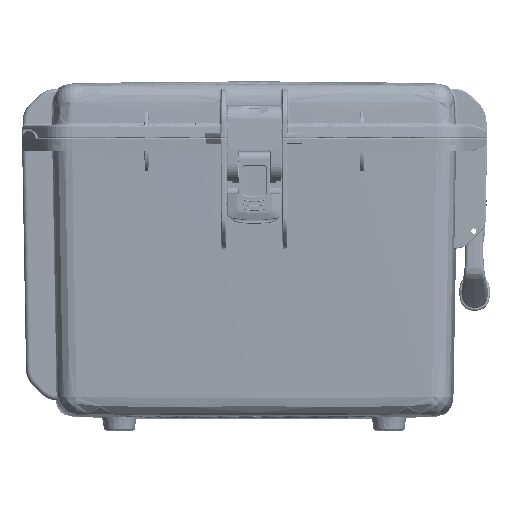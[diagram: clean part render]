
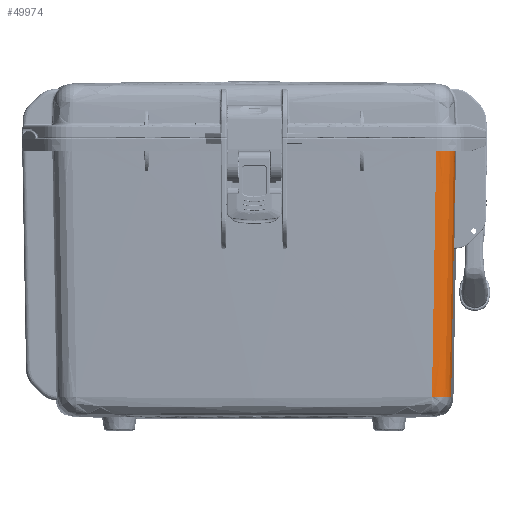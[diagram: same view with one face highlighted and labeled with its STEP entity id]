
A CAD part, left-side view. The second image highlights one B-rep face of the part: STEP entity #49974.
In plain terms, the highlighted free-form (B-spline) face has degree [2, 3] with [3, 4] control points.
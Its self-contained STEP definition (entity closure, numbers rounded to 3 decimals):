
#919 = ORIENTED_EDGE ( 'NONE', *, *, #293576, .T. ) ;
#4538 = CARTESIAN_POINT ( 'NONE',  ( -246.679, -172.81, -3. ) ) ;
#7808 = CARTESIAN_POINT ( 'NONE',  ( -240.916, -180.571, -3. ) ) ;
#11128 = CARTESIAN_POINT ( 'NONE',  ( -237.583, -182.567, -3. ) ) ;
#13444 = CIRCLE ( 'NONE', #224932, 18. ) ;
#19835 = CARTESIAN_POINT ( 'NONE',  ( -227.588, -181.62, -158.458 ) ) ;
#20901 = VERTEX_POINT ( 'NONE', #146607 ) ;
#24492 = CARTESIAN_POINT ( 'NONE',  ( -245.97, -174.482, -3. ) ) ;
#27743 = CARTESIAN_POINT ( 'NONE',  ( -247.895, -166.733, -3. ) ) ;
#29552 = CARTESIAN_POINT ( 'NONE',  ( -246.157, -182.638, -80.264 ) ) ;
#32657 = CARTESIAN_POINT ( 'NONE',  ( -245.408, -175.501, -3. ) ) ;
#35928 = CARTESIAN_POINT ( 'NONE',  ( -238.994, -181.833, -3. ) ) ;
#41982 = CARTESIAN_POINT ( 'NONE',  ( -230.241, -184.284, -3. ) ) ;
#48071 = CARTESIAN_POINT ( 'NONE',  ( -228.911, -182.948, -80.984 ) ) ;
#49322 = CARTESIAN_POINT ( 'NONE',  ( -246.442, -173.388, -3. ) ) ;
#49974 = ADVANCED_FACE ( 'NONE', ( #95938 ), #113981, .T. ) ;
#55726 = B_SPLINE_CURVE_WITH_KNOTS ( 'NONE', 3,
 ( #283396, #107837, #208904, #83024 ),
 .UNSPECIFIED., .F., .F.,
 ( 4, 4 ),
 ( 0., 0.994 ),
 .UNSPECIFIED. ) ;
#59093 = CARTESIAN_POINT ( 'NONE',  ( -231.466, -184.261, -3. ) ) ;
#59281 = CARTESIAN_POINT ( 'NONE',  ( -246.584, -165.411, -79.965 ) ) ;
#62381 = CARTESIAN_POINT ( 'NONE',  ( -244.112, -177.396, -3. ) ) ;
#80335 = ORIENTED_EDGE ( 'NONE', *, *, #86500, .T. ) ;
#80853 = CARTESIAN_POINT ( 'NONE',  ( -243.908, -162.713, -236.951 ) ) ;
#83024 = CARTESIAN_POINT ( 'NONE',  ( -247.895, -166.733, -3. ) ) ;
#85597 = CARTESIAN_POINT ( 'NONE',  ( -237.154, -182.762, -3. ) ) ;
#86500 = EDGE_CURVE ( 'NONE', #20901, #270490, #55726, .T. ) ;
#88861 = CARTESIAN_POINT ( 'NONE',  ( -237.038, -182.813, -3. ) ) ;
#95938 = FACE_OUTER_BOUND ( 'NONE', #302647, .T. ) ;
#100790 = CARTESIAN_POINT ( 'NONE',  ( -225.916, -162.28, -236.637 ) ) ;
#102228 = CARTESIAN_POINT ( 'NONE',  ( -247.708, -169.159, -3. ) ) ;
#102422 = CARTESIAN_POINT ( 'NONE',  ( -247.492, -183.982, -1.76 ) ) ;
#105484 = CARTESIAN_POINT ( 'NONE',  ( -246.518, -173.208, -3. ) ) ;
#107116 = CARTESIAN_POINT ( 'NONE',  ( -247.171, -171.393, -3. ) ) ;
#107308 = CARTESIAN_POINT ( 'NONE',  ( -245.246, -164.062, -158.458 ) ) ;
#107837 = CARTESIAN_POINT ( 'NONE',  ( -245.237, -164.053, -158.967 ) ) ;
#113981 =( BOUNDED_SURFACE ( )  B_SPLINE_SURFACE ( 2, 3, ( 
 ( #246648, #19835, #120780, #221829 ),
 ( #297979, #284508, #29552, #102422 ),
 ( #80853, #107308, #59281, #258022 ) ),
 .UNSPECIFIED., .F., .F., .F. ) 
 B_SPLINE_SURFACE_WITH_KNOTS ( ( 3, 3 ),
 ( 4, 4 ),
 ( 0., 1. ),
 ( 0., 1. ),
 .UNSPECIFIED. ) 
 GEOMETRIC_REPRESENTATION_ITEM ( )  RATIONAL_B_SPLINE_SURFACE ( (
 ( 1., 1., 1., 1.),
 ( 0.722, 0.722, 0.722, 0.722),
 ( 1., 1., 1., 1.) ) ) 
 REPRESENTATION_ITEM ( '' )  SURFACE ( )  );
#120780 = CARTESIAN_POINT ( 'NONE',  ( -228.928, -182.965, -79.965 ) ) ;
#133588 = CARTESIAN_POINT ( 'NONE',  ( -235.967, -183.267, -3. ) ) ;
#136898 = CARTESIAN_POINT ( 'NONE',  ( -239.488, -181.534, -3. ) ) ;
#146607 = CARTESIAN_POINT ( 'NONE',  ( -243.908, -162.713, -236.951 ) ) ;
#150307 = CARTESIAN_POINT ( 'NONE',  ( -246.436, -173.402, -3. ) ) ;
#151938 = CARTESIAN_POINT ( 'NONE',  ( -246.821, -172.434, -3. ) ) ;
#154433 = EDGE_CURVE ( 'NONE', #321552, #323328, #273278, .T. ) ;
#175202 = CARTESIAN_POINT ( 'NONE',  ( -246.454, -173.358, -3. ) ) ;
#176993 = DIRECTION ( 'NONE',  ( 0., 1., 0.017 ) ) ;
#182684 = CARTESIAN_POINT ( 'NONE',  ( -226.248, -180.274, -236.951 ) ) ;
#183356 = CARTESIAN_POINT ( 'NONE',  ( -236.955, -182.848, -3. ) ) ;
#195577 = CARTESIAN_POINT ( 'NONE',  ( -227.58, -181.611, -158.967 ) ) ;
#208904 = CARTESIAN_POINT ( 'NONE',  ( -246.566, -165.393, -80.984 ) ) ;
#209816 = CARTESIAN_POINT ( 'NONE',  ( -234.914, -183.614, -3. ) ) ;
#211476 = CARTESIAN_POINT ( 'NONE',  ( -232.663, -184.112, -3. ) ) ;
#213105 = CARTESIAN_POINT ( 'NONE',  ( -236.937, -182.856, -3. ) ) ;
#218603 = ORIENTED_EDGE ( 'NONE', *, *, #154433, .T. ) ;
#218763 = CARTESIAN_POINT ( 'NONE',  ( -230.241, -184.284, -3. ) ) ;
#221829 = CARTESIAN_POINT ( 'NONE',  ( -230.267, -184.31, -1.472 ) ) ;
#224932 = AXIS2_PLACEMENT_3D ( 'NONE', #100790, #302838, #176993 ) ;
#229732 = CARTESIAN_POINT ( 'NONE',  ( -247.323, -170.848, -3. ) ) ;
#234629 = CARTESIAN_POINT ( 'NONE',  ( -236.988, -182.834, -3. ) ) ;
#235822 = CARTESIAN_POINT ( 'NONE',  ( -247.895, -166.733, -3. ) ) ;
#237944 = CARTESIAN_POINT ( 'NONE',  ( -237.974, -182.379, -3. ) ) ;
#246648 = CARTESIAN_POINT ( 'NONE',  ( -226.248, -180.274, -236.951 ) ) ;
#251322 = CARTESIAN_POINT ( 'NONE',  ( -246.912, -172.178, -3. ) ) ;
#252957 = CARTESIAN_POINT ( 'NONE',  ( -246.606, -172.995, -3. ) ) ;
#258022 = CARTESIAN_POINT ( 'NONE',  ( -247.921, -166.759, -1.472 ) ) ;
#259476 = CARTESIAN_POINT ( 'NONE',  ( -238.232, -182.247, -3. ) ) ;
#262765 = CARTESIAN_POINT ( 'NONE',  ( -241.797, -179.844, -3. ) ) ;
#264422 = CARTESIAN_POINT ( 'NONE',  ( -230.241, -184.284, -3. ) ) ;
#270490 = VERTEX_POINT ( 'NONE', #235822 ) ;
#271394 = EDGE_CURVE ( 'NONE', #270490, #321552, #297280, .T. ) ;
#273278 = B_SPLINE_CURVE_WITH_KNOTS ( 'NONE', 3,
 ( #218763, #48071, #195577, #326244 ),
 .UNSPECIFIED., .F., .F.,
 ( 4, 4 ),
 ( 0.006, 1. ),
 .UNSPECIFIED. ) ;
#281634 = ORIENTED_EDGE ( 'NONE', *, *, #271394, .T. ) ;
#283396 = CARTESIAN_POINT ( 'NONE',  ( -243.908, -162.713, -236.951 ) ) ;
#284508 = CARTESIAN_POINT ( 'NONE',  ( -244.823, -181.294, -158.757 ) ) ;
#293576 = EDGE_CURVE ( 'NONE', #323328, #20901, #13444, .T. ) ;
#297280 = B_SPLINE_CURVE_WITH_KNOTS ( 'NONE', 3,
 ( #27743, #302655, #102228, #229732, #107116, #251322, #151938, #4538, #252957, #105484, #309144, #175202, #49322, #150307, #24492, #32657, #62381, #312444, #262765, #7808, #136898, #35928, #259476, #237944, #11128, #315707, #85597, #88861, #234629, #183356, #213105, #133588, #209816, #211476, #59093, #264422 ),
 .UNSPECIFIED., .F., .F.,
 ( 4, 2, 2, 2, 1, 1, 1, 2, 2, 2, 2, 2, 2, 2, 1, 1, 1, 2, 2, 2, 4 ),
 ( 0., 0.125, 0.187, 0.219, 0.234, 0.242, 0.246, 0.248, 0.25, 0.375, 0.5, 0.625, 0.687, 0.719, 0.734, 0.742, 0.746, 0.748, 0.75, 0.875, 1. ),
 .UNSPECIFIED. ) ;
#297979 = CARTESIAN_POINT ( 'NONE',  ( -243.488, -179.951, -237.239 ) ) ;
#302647 = EDGE_LOOP ( 'NONE', ( #919, #80335, #281634, #218603 ) ) ;
#302655 = CARTESIAN_POINT ( 'NONE',  ( -247.865, -167.961, -3. ) ) ;
#302838 = DIRECTION ( 'NONE',  ( 0.017, 0.017, -1. ) ) ;
#309144 = CARTESIAN_POINT ( 'NONE',  ( -246.474, -173.314, -3. ) ) ;
#312444 = CARTESIAN_POINT ( 'NONE',  ( -243.379, -178.271, -3. ) ) ;
#315707 = CARTESIAN_POINT ( 'NONE',  ( -237.386, -182.659, -3. ) ) ;
#321552 = VERTEX_POINT ( 'NONE', #41982 ) ;
#323328 = VERTEX_POINT ( 'NONE', #182684 ) ;
#326244 = CARTESIAN_POINT ( 'NONE',  ( -226.248, -180.274, -236.951 ) ) ;
